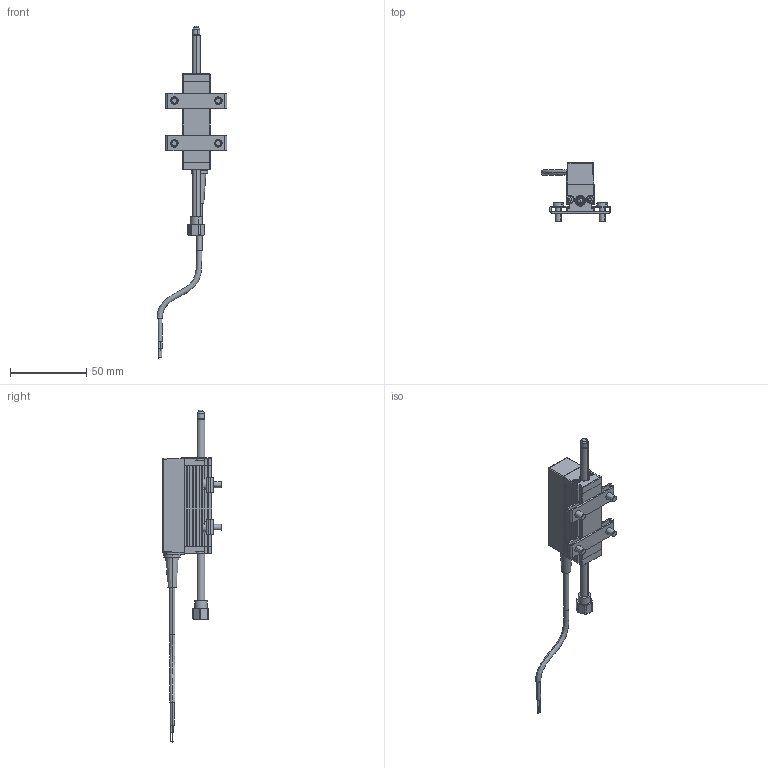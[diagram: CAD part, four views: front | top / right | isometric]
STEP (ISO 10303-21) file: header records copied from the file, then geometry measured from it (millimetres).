
FILE_DESCRIPTION (( 'STEP AP214' ), '1' );
FILE_NAME ('TE1-0025-102-411-202_eingefahren.STEP', '2014-02-25T08:38:42', ( 'dummy' ), ( 'Hewlett-Packard Company' ), 'SwSTEP 2.0', 'SolidWorks 2013', '' );
FILE_SCHEMA (( 'AUTOMOTIVE_DESIGN' ));
Length unit declared in the file: millimetre
Products named in the file (1): TE1-0025-102-411-202_eingefahren
Bounding box: 45.9 x 38.85 x 217.76 mm (x, y, z)
Surface area: 18177.8 mm2 (no closed solid volume)
Topology: 0 solids, 30 shells, 556 faces, 1756 edges, 1175 vertices
Faces by surface type: plane 251, cylinder 215, cone 44, torus 27, sphere 13, bspline 6
Entity records: 25769 total; most frequent: CARTESIAN_POINT 4168, DIRECTION 3472, ORIENTED_EDGE 2755, EDGE_CURVE 1749, AXIS2_PLACEMENT_3D 1249, VERTEX_POINT 1175, VECTOR 974, LINE 974
